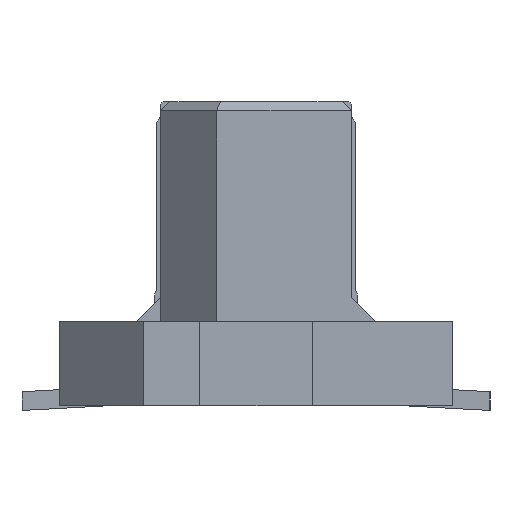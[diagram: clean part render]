
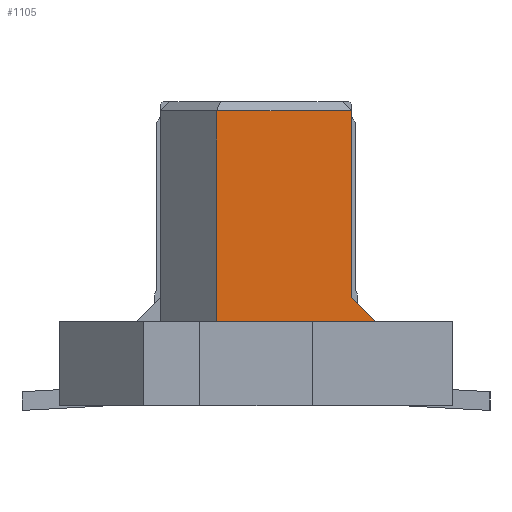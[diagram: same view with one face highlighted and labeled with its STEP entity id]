
A CAD part, left-side view. The second image highlights one B-rep face of the part: STEP entity #1105.
In plain terms, the highlighted planar face has unit normal (-1, 0, 0).
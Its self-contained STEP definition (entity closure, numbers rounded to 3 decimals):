
#1079 = ORIENTED_EDGE ( 'NONE', *, *, #1080, .T. ) ;
#1080 = EDGE_CURVE ( 'NONE', #4194, #1081, #6814, .T. ) ;
#1081 = VERTEX_POINT ( 'NONE', #6810 ) ;
#1082 = ORIENTED_EDGE ( 'NONE', *, *, #1083, .T. ) ;
#1083 = EDGE_CURVE ( 'NONE', #1081, #3962, #6808, .T. ) ;
#1084 = ORIENTED_EDGE ( 'NONE', *, *, #3961, .F. ) ;
#1085 = ORIENTED_EDGE ( 'NONE', *, *, #4040, .T. ) ;
#1105 = ADVANCED_FACE ( 'NONE', ( #6845 ), #6843, .T. ) ;
#1106 = EDGE_LOOP ( 'NONE', ( #1107, #1079, #1082, #1084, #1085 ) ) ;
#1107 = ORIENTED_EDGE ( 'NONE', *, *, #4191, .F. ) ;
#3961 = EDGE_CURVE ( 'NONE', #4041, #3962, #11702, .T. ) ;
#3962 = VERTEX_POINT ( 'NONE', #11697 ) ;
#4040 = EDGE_CURVE ( 'NONE', #4041, #4195, #11828, .T. ) ;
#4041 = VERTEX_POINT ( 'NONE', #11824 ) ;
#4191 = EDGE_CURVE ( 'NONE', #4194, #4195, #12039, .T. ) ;
#4194 = VERTEX_POINT ( 'NONE', #12091 ) ;
#4195 = VERTEX_POINT ( 'NONE', #12090 ) ;
#6805 = DIRECTION ( 'NONE',  ( 0., 0., -1. ) ) ;
#6806 = VECTOR ( 'NONE', #6805, 1000. ) ;
#6807 = CARTESIAN_POINT ( 'NONE',  ( -5.9, 0.42, 3.3 ) ) ;
#6808 = LINE ( 'NONE', #6807, #6806 ) ;
#6810 = CARTESIAN_POINT ( 'NONE',  ( -5.9, 0.42, 3.2 ) ) ;
#6811 = DIRECTION ( 'NONE',  ( 0., 1., 0. ) ) ;
#6812 = VECTOR ( 'NONE', #6811, 1000. ) ;
#6813 = CARTESIAN_POINT ( 'NONE',  ( -5.9, 0.42, 3.2 ) ) ;
#6814 = LINE ( 'NONE', #6813, #6812 ) ;
#6839 = DIRECTION ( 'NONE',  ( 0., -1., 0. ) ) ;
#6840 = DIRECTION ( 'NONE',  ( -1., 0., 0. ) ) ;
#6841 = CARTESIAN_POINT ( 'NONE',  ( -5.9, -1.02, 3.3 ) ) ;
#6842 = AXIS2_PLACEMENT_3D ( 'NONE', #6841, #6840, #6839 ) ;
#6843 = PLANE ( 'NONE',  #6842 ) ;
#6845 = FACE_OUTER_BOUND ( 'NONE', #1106, .T. ) ;
#11697 = CARTESIAN_POINT ( 'NONE',  ( -5.9, 0.42, 0.95 ) ) ;
#11698 = DIRECTION ( 'NONE',  ( 0., 1., 0. ) ) ;
#11699 = VECTOR ( 'NONE', #11698, 1000. ) ;
#11701 = CARTESIAN_POINT ( 'NONE',  ( -5.9, -1.02, 0.95 ) ) ;
#11702 = LINE ( 'NONE', #11701, #11699 ) ;
#11824 = CARTESIAN_POINT ( 'NONE',  ( -5.9, -1.28, 0.95 ) ) ;
#11825 = DIRECTION ( 'NONE',  ( 0., 0.707, 0.707 ) ) ;
#11826 = VECTOR ( 'NONE', #11825, 1000. ) ;
#11827 = CARTESIAN_POINT ( 'NONE',  ( -5.9, -1.28, 0.95 ) ) ;
#11828 = LINE ( 'NONE', #11827, #11826 ) ;
#12036 = DIRECTION ( 'NONE',  ( 0., 0., -1. ) ) ;
#12037 = VECTOR ( 'NONE', #12036, 1000. ) ;
#12038 = CARTESIAN_POINT ( 'NONE',  ( -5.9, -1.02, 3.3 ) ) ;
#12039 = LINE ( 'NONE', #12038, #12037 ) ;
#12090 = CARTESIAN_POINT ( 'NONE',  ( -5.9, -1.02, 1.21 ) ) ;
#12091 = CARTESIAN_POINT ( 'NONE',  ( -5.9, -1.02, 3.2 ) ) ;
